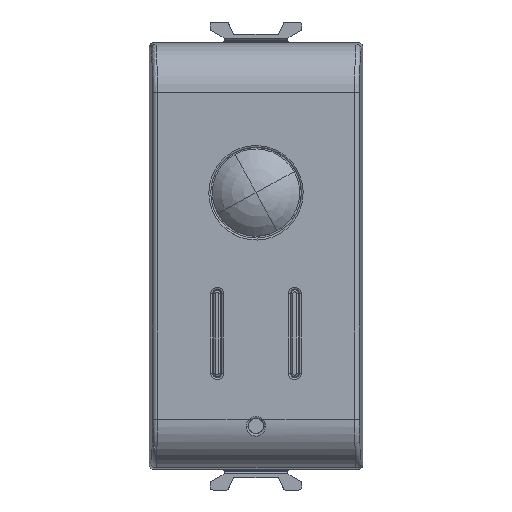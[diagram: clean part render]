
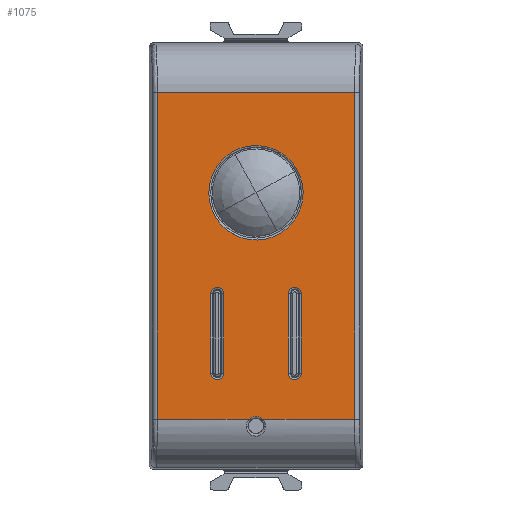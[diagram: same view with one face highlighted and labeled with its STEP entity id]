
A CAD part, top view. The second image highlights one B-rep face of the part: STEP entity #1075.
In plain terms, the highlighted planar face has unit normal (0, 0, 1).
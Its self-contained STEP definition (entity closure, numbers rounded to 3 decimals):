
#974=AXIS2_PLACEMENT_3D('Plane Axis2P3D',#971,#972,#973) ;
#978=AXIS2_PLACEMENT_3D('Circle Axis2P3D',#976,#977,$) ;
#1000=AXIS2_PLACEMENT_3D('Circle Axis2P3D',#998,#999,$) ;
#1014=AXIS2_PLACEMENT_3D('Circle Axis2P3D',#1012,#1013,$) ;
#1025=AXIS2_PLACEMENT_3D('Circle Axis2P3D',#1023,#1024,$) ;
#1041=AXIS2_PLACEMENT_3D('Circle Axis2P3D',#1039,#1040,$) ;
#1059=AXIS2_PLACEMENT_3D('Circle Axis2P3D',#1057,#1058,$) ;
#1068=AXIS2_PLACEMENT_3D('Circle Axis2P3D',#1066,#1067,$) ;
#580=CARTESIAN_POINT('Vertex',(-10.178,-16.833,9.7)) ;
#610=CARTESIAN_POINT('Line Origine',(0.,-16.833,9.7)) ;
#614=CARTESIAN_POINT('Vertex',(-0.696,-16.833,9.7)) ;
#624=CARTESIAN_POINT('Vertex',(10.178,-16.833,9.7)) ;
#627=CARTESIAN_POINT('Line Origine',(0.,-16.833,9.7)) ;
#631=CARTESIAN_POINT('Vertex',(0.696,-16.833,9.7)) ;
#819=CARTESIAN_POINT('Vertex',(10.178,16.833,9.7)) ;
#842=CARTESIAN_POINT('Line Origine',(10.178,0.,9.7)) ;
#860=CARTESIAN_POINT('Line Origine',(0.,16.833,9.7)) ;
#864=CARTESIAN_POINT('Vertex',(-10.178,16.833,9.7)) ;
#958=CARTESIAN_POINT('Line Origine',(-10.178,0.,9.7)) ;
#971=CARTESIAN_POINT('Axis2P3D Location',(0.,0.,9.7)) ;
#976=CARTESIAN_POINT('Axis2P3D Location',(0.,-17.53,9.7)) ;
#989=CARTESIAN_POINT('Line Origine',(4.652,-8.,9.7)) ;
#993=CARTESIAN_POINT('Vertex',(4.652,-3.9,9.7)) ;
#995=CARTESIAN_POINT('Vertex',(4.652,-12.1,9.7)) ;
#998=CARTESIAN_POINT('Axis2P3D Location',(4.,-12.1,9.7)) ;
#1002=CARTESIAN_POINT('Vertex',(3.348,-12.1,9.7)) ;
#1005=CARTESIAN_POINT('Line Origine',(3.348,-8.,9.7)) ;
#1009=CARTESIAN_POINT('Vertex',(3.348,-3.9,9.7)) ;
#1012=CARTESIAN_POINT('Axis2P3D Location',(4.,-3.9,9.7)) ;
#1023=CARTESIAN_POINT('Axis2P3D Location',(-4.,-3.9,9.7)) ;
#1027=CARTESIAN_POINT('Vertex',(-3.348,-3.9,9.7)) ;
#1029=CARTESIAN_POINT('Vertex',(-4.652,-3.9,9.7)) ;
#1032=CARTESIAN_POINT('Line Origine',(-3.348,-8.,9.7)) ;
#1036=CARTESIAN_POINT('Vertex',(-3.348,-12.1,9.7)) ;
#1039=CARTESIAN_POINT('Axis2P3D Location',(-4.,-12.1,9.7)) ;
#1043=CARTESIAN_POINT('Vertex',(-4.652,-12.1,9.7)) ;
#1046=CARTESIAN_POINT('Line Origine',(-4.652,-8.,9.7)) ;
#1057=CARTESIAN_POINT('Axis2P3D Location',(0.,6.5,9.7)) ;
#1061=CARTESIAN_POINT('Vertex',(2.333,10.77,9.7)) ;
#1063=CARTESIAN_POINT('Vertex',(-2.333,2.23,9.7)) ;
#1066=CARTESIAN_POINT('Axis2P3D Location',(0.,6.5,9.7)) ;
#611=DIRECTION('Vector Direction',(1.,0.,0.)) ;
#628=DIRECTION('Vector Direction',(1.,0.,0.)) ;
#843=DIRECTION('Vector Direction',(0.,1.,0.)) ;
#861=DIRECTION('Vector Direction',(1.,0.,0.)) ;
#959=DIRECTION('Vector Direction',(0.,1.,0.)) ;
#972=DIRECTION('Axis2P3D Direction',(0.,0.,1.)) ;
#973=DIRECTION('Axis2P3D XDirection',(1.,0.,0.)) ;
#977=DIRECTION('Axis2P3D Direction',(0.,0.,1.)) ;
#990=DIRECTION('Vector Direction',(0.,1.,0.)) ;
#999=DIRECTION('Axis2P3D Direction',(0.,0.,1.)) ;
#1006=DIRECTION('Vector Direction',(0.,1.,0.)) ;
#1013=DIRECTION('Axis2P3D Direction',(0.,0.,1.)) ;
#1024=DIRECTION('Axis2P3D Direction',(0.,0.,1.)) ;
#1033=DIRECTION('Vector Direction',(0.,-1.,0.)) ;
#1040=DIRECTION('Axis2P3D Direction',(0.,0.,1.)) ;
#1047=DIRECTION('Vector Direction',(0.,1.,0.)) ;
#1058=DIRECTION('Axis2P3D Direction',(0.,0.,1.)) ;
#1067=DIRECTION('Axis2P3D Direction',(0.,0.,1.)) ;
#612=VECTOR('Line Direction',#611,1.) ;
#629=VECTOR('Line Direction',#628,1.) ;
#844=VECTOR('Line Direction',#843,1.) ;
#862=VECTOR('Line Direction',#861,1.) ;
#960=VECTOR('Line Direction',#959,1.) ;
#991=VECTOR('Line Direction',#990,1.) ;
#1007=VECTOR('Line Direction',#1006,1.) ;
#1034=VECTOR('Line Direction',#1033,1.) ;
#1048=VECTOR('Line Direction',#1047,1.) ;
#982=ORIENTED_EDGE('',*,*,#980,.F.) ;
#983=ORIENTED_EDGE('',*,*,#633,.T.) ;
#984=ORIENTED_EDGE('',*,*,#846,.F.) ;
#985=ORIENTED_EDGE('',*,*,#866,.T.) ;
#986=ORIENTED_EDGE('',*,*,#962,.T.) ;
#987=ORIENTED_EDGE('',*,*,#616,.T.) ;
#1018=ORIENTED_EDGE('',*,*,#997,.T.) ;
#1019=ORIENTED_EDGE('',*,*,#1004,.T.) ;
#1020=ORIENTED_EDGE('',*,*,#1011,.T.) ;
#1021=ORIENTED_EDGE('',*,*,#1016,.T.) ;
#1052=ORIENTED_EDGE('',*,*,#1031,.F.) ;
#1053=ORIENTED_EDGE('',*,*,#1038,.F.) ;
#1054=ORIENTED_EDGE('',*,*,#1045,.F.) ;
#1055=ORIENTED_EDGE('',*,*,#1050,.F.) ;
#1072=ORIENTED_EDGE('',*,*,#1065,.F.) ;
#1073=ORIENTED_EDGE('',*,*,#1070,.F.) ;
#1022=FACE_BOUND('',#1017,.T.) ;
#1056=FACE_BOUND('',#1051,.T.) ;
#1074=FACE_BOUND('',#1071,.T.) ;
#1075=ADVANCED_FACE('PartBody',(#988,#1022,#1056,#1074),#975,.T.) ;
#979=CIRCLE('generated circle',#978,0.985) ;
#1001=CIRCLE('generated circle',#1000,0.652) ;
#1015=CIRCLE('generated circle',#1014,0.652) ;
#1026=CIRCLE('generated circle',#1025,0.652) ;
#1042=CIRCLE('generated circle',#1041,0.652) ;
#1060=CIRCLE('generated circle',#1059,4.866) ;
#1069=CIRCLE('generated circle',#1068,4.866) ;
#616=EDGE_CURVE('',#581,#615,#613,.T.) ;
#633=EDGE_CURVE('',#632,#625,#630,.T.) ;
#846=EDGE_CURVE('',#820,#625,#845,.F.) ;
#866=EDGE_CURVE('',#820,#865,#863,.F.) ;
#962=EDGE_CURVE('',#865,#581,#961,.F.) ;
#980=EDGE_CURVE('',#632,#615,#979,.T.) ;
#997=EDGE_CURVE('',#994,#996,#992,.F.) ;
#1004=EDGE_CURVE('',#996,#1003,#1001,.F.) ;
#1011=EDGE_CURVE('',#1003,#1010,#1008,.T.) ;
#1016=EDGE_CURVE('',#1010,#994,#1015,.F.) ;
#1031=EDGE_CURVE('',#1028,#1030,#1026,.T.) ;
#1038=EDGE_CURVE('',#1037,#1028,#1035,.F.) ;
#1045=EDGE_CURVE('',#1044,#1037,#1042,.T.) ;
#1050=EDGE_CURVE('',#1030,#1044,#1049,.F.) ;
#1065=EDGE_CURVE('',#1062,#1064,#1060,.T.) ;
#1070=EDGE_CURVE('',#1064,#1062,#1069,.T.) ;
#981=EDGE_LOOP('',(#982,#983,#984,#985,#986,#987)) ;
#1017=EDGE_LOOP('',(#1018,#1019,#1020,#1021)) ;
#1051=EDGE_LOOP('',(#1052,#1053,#1054,#1055)) ;
#1071=EDGE_LOOP('',(#1072,#1073)) ;
#988=FACE_OUTER_BOUND('',#981,.T.) ;
#613=LINE('Line',#610,#612) ;
#630=LINE('Line',#627,#629) ;
#845=LINE('Line',#842,#844) ;
#863=LINE('Line',#860,#862) ;
#961=LINE('Line',#958,#960) ;
#992=LINE('Line',#989,#991) ;
#1008=LINE('Line',#1005,#1007) ;
#1035=LINE('Line',#1032,#1034) ;
#1049=LINE('Line',#1046,#1048) ;
#975=PLANE('',#974) ;
#581=VERTEX_POINT('',#580) ;
#615=VERTEX_POINT('',#614) ;
#625=VERTEX_POINT('',#624) ;
#632=VERTEX_POINT('',#631) ;
#820=VERTEX_POINT('',#819) ;
#865=VERTEX_POINT('',#864) ;
#994=VERTEX_POINT('',#993) ;
#996=VERTEX_POINT('',#995) ;
#1003=VERTEX_POINT('',#1002) ;
#1010=VERTEX_POINT('',#1009) ;
#1028=VERTEX_POINT('',#1027) ;
#1030=VERTEX_POINT('',#1029) ;
#1037=VERTEX_POINT('',#1036) ;
#1044=VERTEX_POINT('',#1043) ;
#1062=VERTEX_POINT('',#1061) ;
#1064=VERTEX_POINT('',#1063) ;
